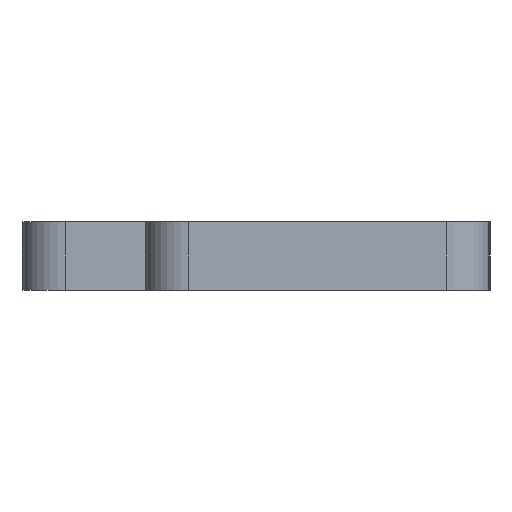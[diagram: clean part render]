
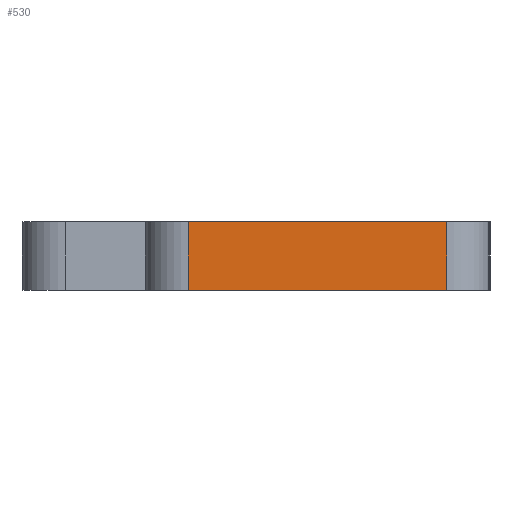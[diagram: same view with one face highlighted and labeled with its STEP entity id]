
A CAD part, front view. The second image highlights one B-rep face of the part: STEP entity #530.
In plain terms, the highlighted planar face has unit normal (0, -1, 0).
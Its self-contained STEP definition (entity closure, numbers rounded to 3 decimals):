
#148=CARTESIAN_POINT('',(32.85,-156.255,0.));
#149=VERTEX_POINT('',#148);
#157=CARTESIAN_POINT('',(20.85,-156.255,0.));
#158=VERTEX_POINT('',#157);
#159=CARTESIAN_POINT('',(20.85,-156.255,0.));
#160=DIRECTION('',(1.,0.,0.));
#161=VECTOR('',#160,12.);
#162=LINE('',#159,#161);
#163=EDGE_CURVE('',#158,#149,#162,.T.);
#338=CARTESIAN_POINT('',(20.85,-156.255,3.2));
#339=VERTEX_POINT('',#338);
#347=CARTESIAN_POINT('',(32.85,-156.255,3.2));
#348=VERTEX_POINT('',#347);
#349=CARTESIAN_POINT('',(20.85,-156.255,3.2));
#350=DIRECTION('',(1.,0.,0.));
#351=VECTOR('',#350,12.);
#352=LINE('',#349,#351);
#353=EDGE_CURVE('',#339,#348,#352,.T.);
#487=CARTESIAN_POINT('',(32.85,-156.255,0.));
#488=DIRECTION('',(0.,0.,1.));
#489=VECTOR('',#488,3.2);
#490=LINE('',#487,#489);
#491=EDGE_CURVE('',#149,#348,#490,.T.);
#514=CARTESIAN_POINT('',(20.85,-156.255,0.));
#515=DIRECTION('',(0.,-1.,0.));
#516=DIRECTION('',(1.,0.,0.));
#517=AXIS2_PLACEMENT_3D('',#514,#515,#516);
#518=PLANE('',#517);
#519=CARTESIAN_POINT('',(20.85,-156.255,0.));
#520=DIRECTION('',(-0.,-0.,1.));
#521=VECTOR('',#520,3.2);
#522=LINE('',#519,#521);
#523=EDGE_CURVE('',#158,#339,#522,.T.);
#524=ORIENTED_EDGE('',*,*,#523,.F.);
#525=ORIENTED_EDGE('',*,*,#163,.T.);
#526=ORIENTED_EDGE('',*,*,#491,.T.);
#527=ORIENTED_EDGE('',*,*,#353,.F.);
#528=EDGE_LOOP('',(#524,#525,#526,#527));
#529=FACE_BOUND('',#528,.T.);
#530=ADVANCED_FACE('',(#529),#518,.T.);
